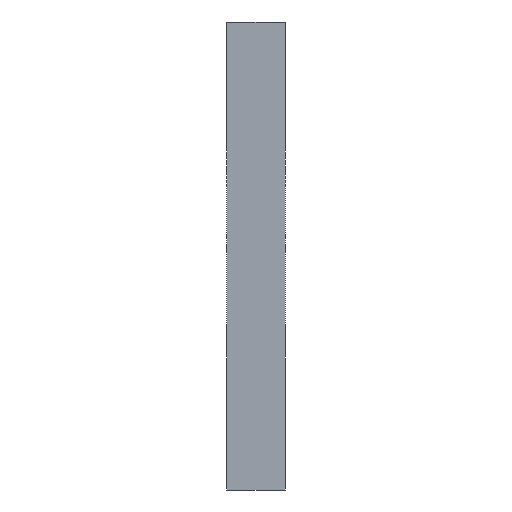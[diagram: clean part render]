
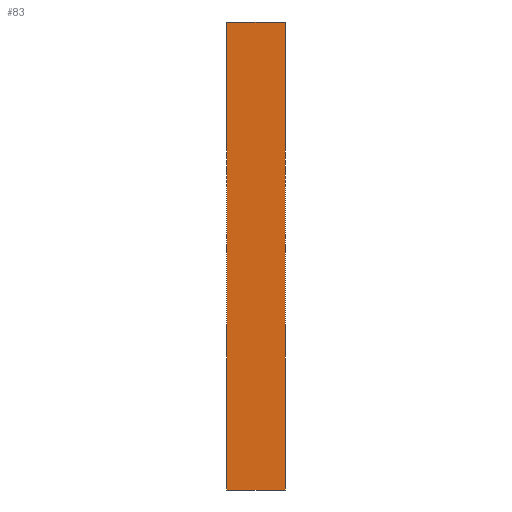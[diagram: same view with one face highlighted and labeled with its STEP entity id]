
A CAD part, left-side view. The second image highlights one B-rep face of the part: STEP entity #83.
In plain terms, the highlighted planar face has unit normal (-1, 0, 0).
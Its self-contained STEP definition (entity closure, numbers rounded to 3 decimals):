
#48 = DIRECTION ( 'NONE',  ( 0., -1., 0. ) ) ;
#81 = EDGE_LOOP ( 'NONE', ( #94, #693, #449, #840 ) ) ;
#83 = ADVANCED_FACE ( 'NONE', ( #184 ), #522, .F. ) ;
#84 = VERTEX_POINT ( 'NONE', #526 ) ;
#94 = ORIENTED_EDGE ( 'NONE', *, *, #283, .T. ) ;
#98 = VECTOR ( 'NONE', #391, 1000. ) ;
#184 = FACE_OUTER_BOUND ( 'NONE', #81, .T. ) ;
#260 = CARTESIAN_POINT ( 'NONE',  ( -71.266, 5., 18.69 ) ) ;
#262 = LINE ( 'NONE', #909, #910 ) ;
#283 = EDGE_CURVE ( 'NONE', #654, #84, #262, .T. ) ;
#285 = CARTESIAN_POINT ( 'NONE',  ( -71.266, 5., 58.69 ) ) ;
#336 = LINE ( 'NONE', #425, #98 ) ;
#390 = DIRECTION ( 'NONE',  ( 1., 0., 0. ) ) ;
#391 = DIRECTION ( 'NONE',  ( 0., 0., 1. ) ) ;
#405 = DIRECTION ( 'NONE',  ( 0., 0., -1. ) ) ;
#425 = CARTESIAN_POINT ( 'NONE',  ( -71.266, 5., 18.69 ) ) ;
#447 = CARTESIAN_POINT ( 'NONE',  ( -71.266, 0., 18.69 ) ) ;
#449 = ORIENTED_EDGE ( 'NONE', *, *, #784, .F. ) ;
#465 = AXIS2_PLACEMENT_3D ( 'NONE', #820, #390, #405 ) ;
#492 = VERTEX_POINT ( 'NONE', #285 ) ;
#522 = PLANE ( 'NONE',  #465 ) ;
#524 = VECTOR ( 'NONE', #572, 1000. ) ;
#526 = CARTESIAN_POINT ( 'NONE',  ( -71.266, 0., 58.69 ) ) ;
#572 = DIRECTION ( 'NONE',  ( 0., -1., 0. ) ) ;
#598 = LINE ( 'NONE', #730, #524 ) ;
#636 = LINE ( 'NONE', #260, #715 ) ;
#654 = VERTEX_POINT ( 'NONE', #447 ) ;
#693 = ORIENTED_EDGE ( 'NONE', *, *, #702, .F. ) ;
#702 = EDGE_CURVE ( 'NONE', #492, #84, #598, .T. ) ;
#715 = VECTOR ( 'NONE', #48, 1000. ) ;
#730 = CARTESIAN_POINT ( 'NONE',  ( -71.266, 5., 58.69 ) ) ;
#759 = DIRECTION ( 'NONE',  ( 0., 0., 1. ) ) ;
#769 = VERTEX_POINT ( 'NONE', #850 ) ;
#784 = EDGE_CURVE ( 'NONE', #769, #492, #336, .T. ) ;
#820 = CARTESIAN_POINT ( 'NONE',  ( -71.266, 5., 18.69 ) ) ;
#838 = EDGE_CURVE ( 'NONE', #769, #654, #636, .T. ) ;
#840 = ORIENTED_EDGE ( 'NONE', *, *, #838, .T. ) ;
#850 = CARTESIAN_POINT ( 'NONE',  ( -71.266, 5., 18.69 ) ) ;
#909 = CARTESIAN_POINT ( 'NONE',  ( -71.266, 0., 18.69 ) ) ;
#910 = VECTOR ( 'NONE', #759, 1000. ) ;
